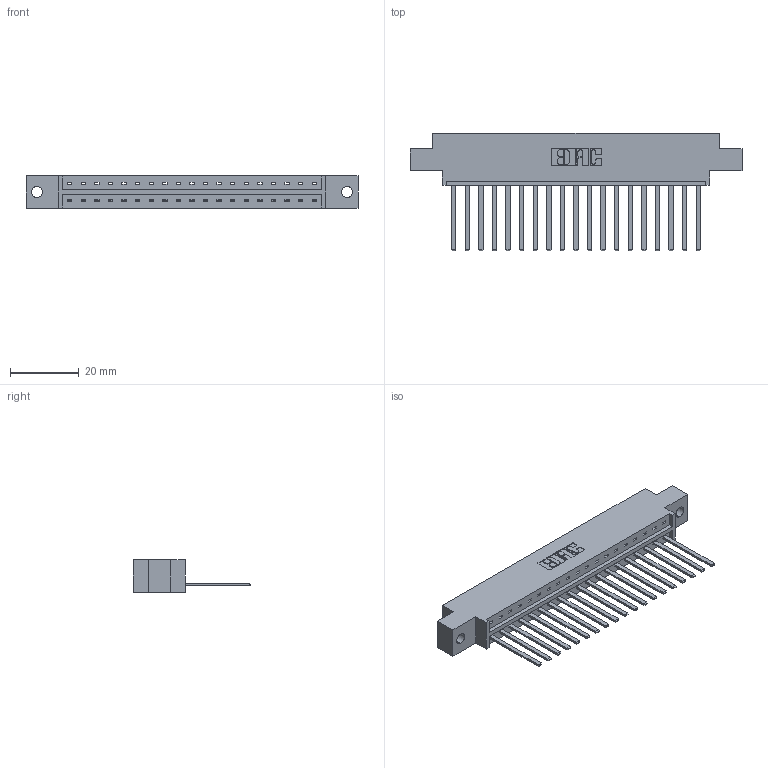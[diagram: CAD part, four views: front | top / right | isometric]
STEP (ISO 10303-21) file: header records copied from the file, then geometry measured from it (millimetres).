
FILE_DESCRIPTION (( 'STEP AP203' ), '1' );
FILE_NAME ('333-019-544-602.STEP', '2018-08-01T23:21:41', ( '' ), ( '' ), 'SwSTEP 2.0', 'SolidWorks 2016', '' );
FILE_SCHEMA (( 'CONFIG_CONTROL_DESIGN' ));
Length unit declared in the file: inch
Products named in the file (3): 333 Part_Offset - .128 Dia; 345-292-001_345-293-144; 333-019-544-602
Assembly tree (20 placements, depth 2):
  333-019-544-602
    333 Part_Offset - .128 Dia
    345-292-001_345-293-144  x19
Bounding box: 96.82 x 34.3 x 9.4 mm (x, y, z)
Volume: 9501.1 mm3; surface area: 10770.7 mm2
Topology: 20 solids, 20 shells, 1106 faces, 3325 edges, 2190 vertices
Faces by surface type: plane 796, cylinder 310
Entity records: 14541 total; most frequent: CARTESIAN_POINT 2519, ORIENTED_EDGE 2474, DIRECTION 2167, EDGE_CURVE 1237, LINE 1113, VECTOR 1113, VERTEX_POINT 822, AXIS2_PLACEMENT_3D 527
